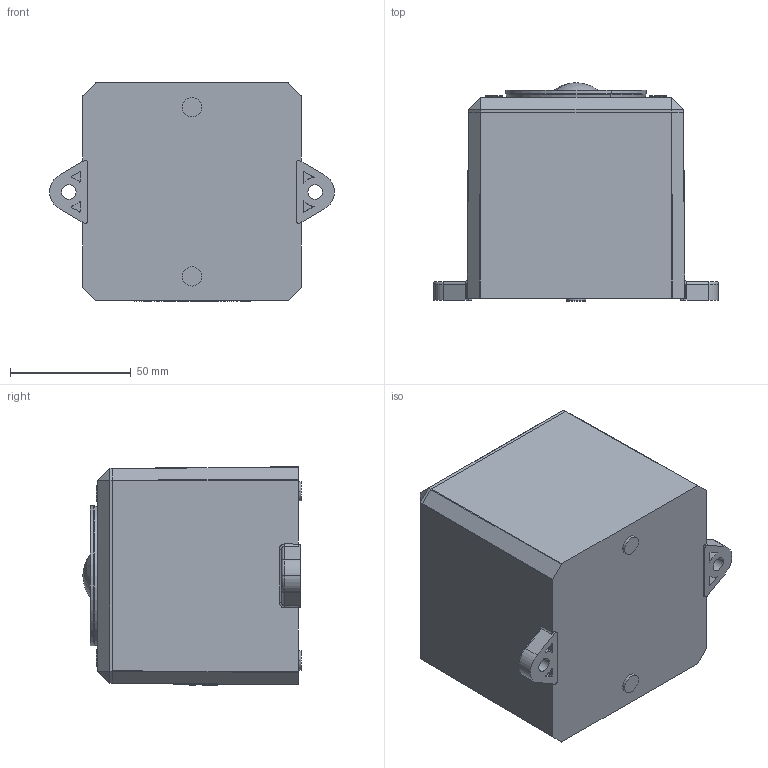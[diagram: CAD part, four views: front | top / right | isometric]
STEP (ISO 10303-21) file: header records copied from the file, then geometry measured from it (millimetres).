
FILE_DESCRIPTION (( 'STEP AP214' ), '1' );
FILE_NAME ('YA30.STEP', '2021-05-19T09:48:06', ( '' ), ( '' ), 'SwSTEP 2.0', 'SolidWorks 2021', '' );
FILE_SCHEMA (( 'AUTOMOTIVE_DESIGN' ));
Length unit declared in the file: millimetre
Products named in the file (1): YA30
Bounding box: 118 x 90.4 x 90.45 mm (x, y, z)
Volume: 658751.3 mm3; surface area: 56668.3 mm2
Topology: 27 solids, 40 shells, 710 faces, 1747 edges, 1134 vertices
Faces by surface type: plane 441, bspline 124, cylinder 70, cone 58, torus 15, sphere 2
Entity records: 33905 total; most frequent: CARTESIAN_POINT 10600, ORIENTED_EDGE 3494, DIRECTION 2759, EDGE_CURVE 1747, VECTOR 1137, LINE 1137, VERTEX_POINT 1134, AXIS2_PLACEMENT_3D 811
